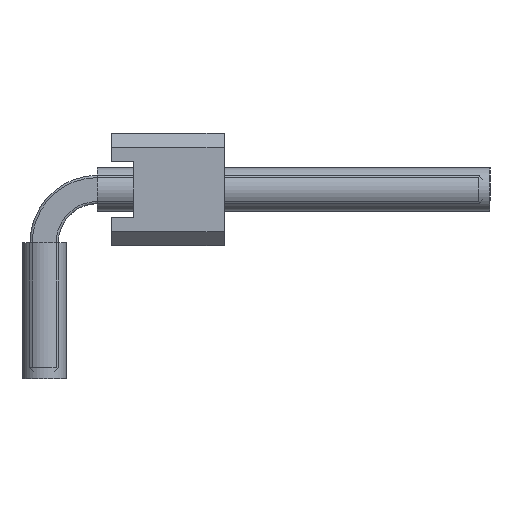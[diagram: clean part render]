
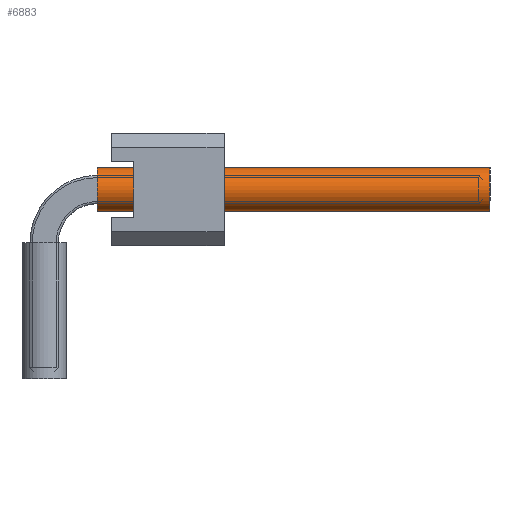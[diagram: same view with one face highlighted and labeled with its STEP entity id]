
A CAD part, left-side view. The second image highlights one B-rep face of the part: STEP entity #6883.
In plain terms, the highlighted cylindrical face has radius 0.5 mm (diameter 1 mm), a full revolution.
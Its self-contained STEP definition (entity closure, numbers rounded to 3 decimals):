
#3876=ORIENTED_EDGE('',*,*,#4856,.F.);
#3877=ORIENTED_EDGE('',*,*,#4857,.T.);
#4856=EDGE_CURVE('',#5508,#5508,#5696,.T.);
#4857=EDGE_CURVE('',#5509,#5509,#5697,.T.);
#5508=VERTEX_POINT('',#11349);
#5509=VERTEX_POINT('',#11351);
#5696=CIRCLE('',#7463,0.5);
#5697=CIRCLE('',#7464,0.5);
#6074=EDGE_LOOP('',(#3876));
#6075=EDGE_LOOP('',(#3877));
#6452=FACE_BOUND('',#6074,.T.);
#6453=FACE_BOUND('',#6075,.T.);
#6549=CYLINDRICAL_SURFACE('',#7462,0.5);
#6883=ADVANCED_FACE('',(#6452,#6453),#6549,.F.);
#7462=AXIS2_PLACEMENT_3D('',#11347,#9336,#9337);
#7463=AXIS2_PLACEMENT_3D('',#11348,#9338,#9339);
#7464=AXIS2_PLACEMENT_3D('',#11350,#9340,#9341);
#9336=DIRECTION('',(1.,0.,0.));
#9337=DIRECTION('',(0.,0.,-1.));
#9338=DIRECTION('',(-1.,0.,0.));
#9339=DIRECTION('',(0.,0.,1.));
#9340=DIRECTION('',(-1.,0.,0.));
#9341=DIRECTION('',(0.,0.,1.));
#11347=CARTESIAN_POINT('',(1.2,0.,4.27));
#11348=CARTESIAN_POINT('',(10.06,0.,4.27));
#11349=CARTESIAN_POINT('',(10.06,0.,4.77));
#11350=CARTESIAN_POINT('',(1.2,0.,4.27));
#11351=CARTESIAN_POINT('',(1.2,0.,4.77));
